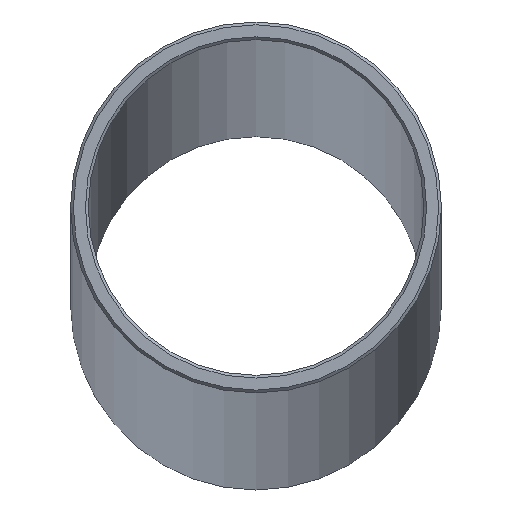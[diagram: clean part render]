
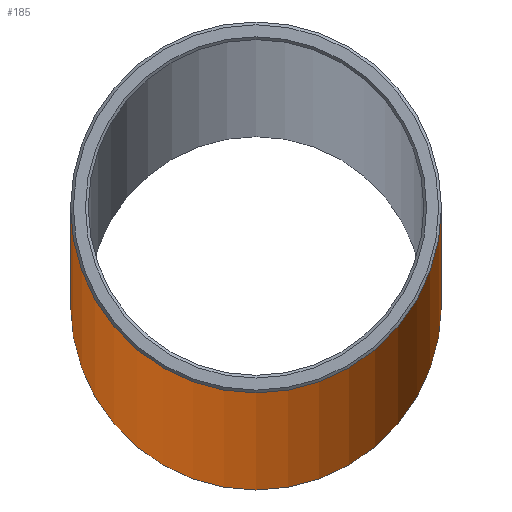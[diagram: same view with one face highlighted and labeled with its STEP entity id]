
A CAD part, top view. The second image highlights one B-rep face of the part: STEP entity #185.
In plain terms, the highlighted cylindrical face has radius 10 mm (diameter 20 mm), a full revolution.
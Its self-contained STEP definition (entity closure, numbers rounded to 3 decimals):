
#32 = CARTESIAN_POINT ( 'NONE',  ( 10., 0., -0.15 ) ) ;
#37 = CYLINDRICAL_SURFACE ( 'NONE', #188, 10. ) ;
#38 = VERTEX_POINT ( 'NONE', #213 ) ;
#43 = ORIENTED_EDGE ( 'NONE', *, *, #60, .T. ) ;
#60 = EDGE_CURVE ( 'NONE', #38, #38, #205, .T. ) ;
#79 = VERTEX_POINT ( 'NONE', #32 ) ;
#84 = DIRECTION ( 'NONE',  ( 1., 0., 0. ) ) ;
#88 = DIRECTION ( 'NONE',  ( 0., 0., 1. ) ) ;
#101 = FACE_OUTER_BOUND ( 'NONE', #159, .T. ) ;
#105 = CARTESIAN_POINT ( 'NONE',  ( 0., 0., -2999.85 ) ) ;
#107 = ORIENTED_EDGE ( 'NONE', *, *, #178, .T. ) ;
#108 = AXIS2_PLACEMENT_3D ( 'NONE', #183, #184, #151 ) ;
#123 = EDGE_LOOP ( 'NONE', ( #107 ) ) ;
#125 = DIRECTION ( 'NONE',  ( 1., 0., 0. ) ) ;
#143 = DIRECTION ( 'NONE',  ( 0., 0., 1. ) ) ;
#151 = DIRECTION ( 'NONE',  ( 1., 0., 0. ) ) ;
#159 = EDGE_LOOP ( 'NONE', ( #43 ) ) ;
#165 = FACE_OUTER_BOUND ( 'NONE', #123, .T. ) ;
#170 = CARTESIAN_POINT ( 'NONE',  ( 0., 0., -3000. ) ) ;
#178 = EDGE_CURVE ( 'NONE', #79, #79, #201, .T. ) ;
#183 = CARTESIAN_POINT ( 'NONE',  ( 0., 0., -0.15 ) ) ;
#184 = DIRECTION ( 'NONE',  ( 0., 0., -1. ) ) ;
#185 = ADVANCED_FACE ( 'NONE', ( #101, #165 ), #37, .T. ) ;
#188 = AXIS2_PLACEMENT_3D ( 'NONE', #170, #88, #84 ) ;
#189 = AXIS2_PLACEMENT_3D ( 'NONE', #105, #143, #125 ) ;
#201 = CIRCLE ( 'NONE', #108, 10. ) ;
#205 = CIRCLE ( 'NONE', #189, 10. ) ;
#213 = CARTESIAN_POINT ( 'NONE',  ( 10., 0., -2999.85 ) ) ;
